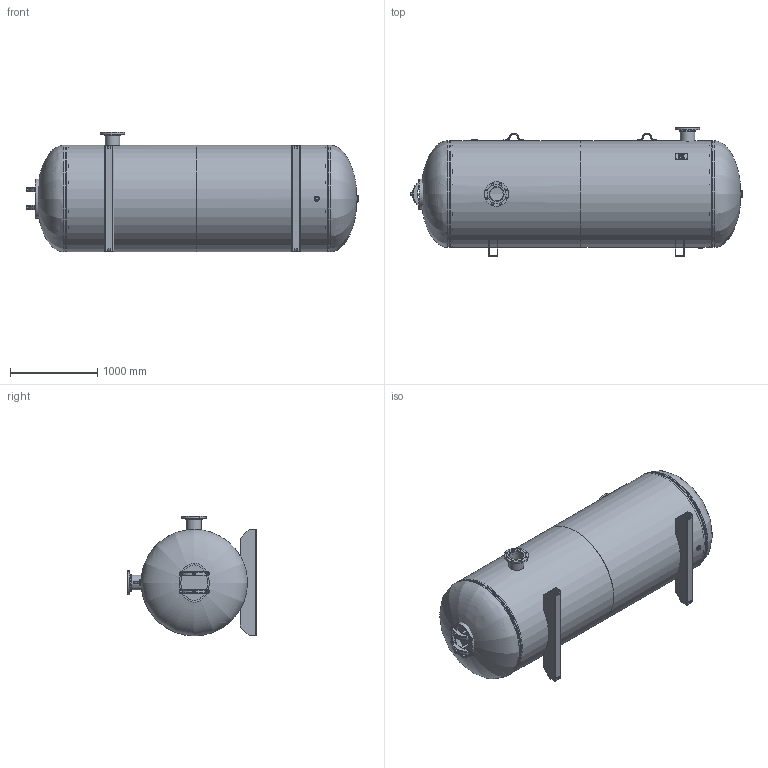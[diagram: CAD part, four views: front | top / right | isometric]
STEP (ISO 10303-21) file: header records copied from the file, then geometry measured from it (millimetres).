
FILE_DESCRIPTION(/* description */ ('48 X 144 155# HORZ ASME STOCK 1060 GAL W/6" INLET/OUTLET'),/* implementation_level */ '2;1');
FILE_NAME(/* name */ 'SPVG_A10368.stp',/* time_stamp */ '2020-07-10T09:36:58-05:00',/* author */ ('kim.thoune'),/* organization */ (''),/* preprocessor_version */ 'ST-DEVELOPER v17.2',/* originating_system */ 'Autodesk Inventor 2019',/* authorisation */ '');
FILE_SCHEMA (('AUTOMOTIVE_DESIGN { 1 0 10303 214 3 1 1 }'));
Length unit declared in the file: inch
Products named in the file (19): A10368; 37-2578; A10368-3HD; 910-629-3; A10368-4HD; 910-629-3_1; 46-9163; F102000; 46-4134; F100500; F101000; 60-140; 64-053; S100160; S102154; 45-596; S102154-2; 64-784; 37-2579
Assembly tree (22 placements, depth 3):
  A10368
    37-2578
    A10368-3HD
      910-629-3
    A10368-4HD
      910-629-3_1
    46-9163
    F102000
    F100500  x2
    46-4134
    S102154  x2
      45-596
      S102154-2
    F101000
    60-140
      64-053
    S100160  x2
    64-784  x2
    37-2579
Bounding box: 3797.81 x 1472.69 x 1371.09 mm (x, y, z)
Volume: 106254970.6 mm3; surface area: 33213963.1 mm2
Topology: 22 solids, 22 shells, 535 faces, 1400 edges, 942 vertices
Faces by surface type: plane 279, cylinder 138, bspline 58, torus 52, cone 8
Full cylindrical faces by diameter (mm): 6.35 x4, 18.644 x2, 22.225 x20, 23.019 x2, 26.987 x2, 30.302 x1, 31.75 x2, 43.256 x1, 44.45 x1, 46.037 x1, 55.169 x1, 56.667 x1, 60.325 x1, 65.1 x1, 68.263 x2, 73.025 x1, 79.383 x1, 154.051 x2, 168.275 x2, 169.862 x2, 170.688 x2, 192.1 x2, 215.9 x2, 279.4 x2, 1192.022 x2, 1205.484 x4, 1205.738 x2, 1218.184 x2, 1219.2 x2
Entity records: 18985 total; most frequent: CARTESIAN_POINT 6719, ORIENTED_EDGE 2396, DIRECTION 2323, EDGE_CURVE 1198, AXIS2_PLACEMENT_3D 839, VERTEX_POINT 803, LINE 645, VECTOR 645
